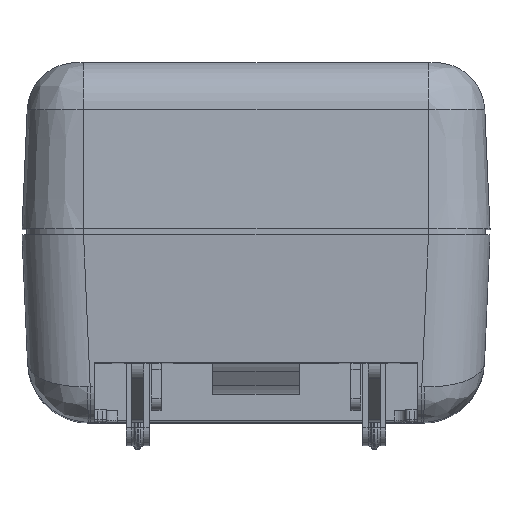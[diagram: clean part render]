
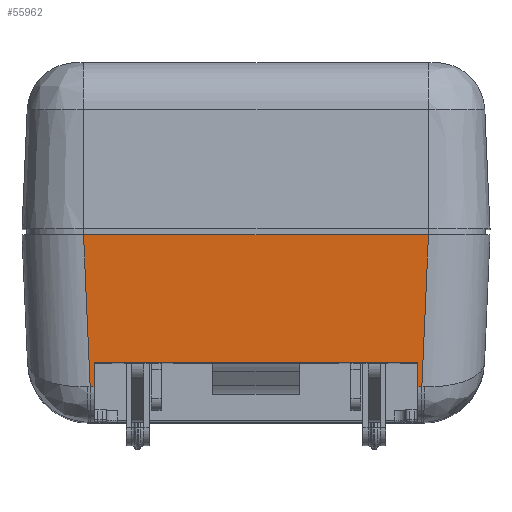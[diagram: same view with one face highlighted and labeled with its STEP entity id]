
A CAD part, top view. The second image highlights one B-rep face of the part: STEP entity #55962.
In plain terms, the highlighted face is planar.
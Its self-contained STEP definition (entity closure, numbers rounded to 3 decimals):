
#39506=DIRECTION('',(1.,0.,0.));
#39507=VECTOR('',#39506,26.3);
#39508=CARTESIAN_POINT('',(-13.15,10.4,-30.046));
#39509=LINE('',#39508,#39507);
#41036=DIRECTION('',(1.,0.,0.));
#41037=VECTOR('',#41036,0.316);
#41038=CARTESIAN_POINT('',(13.15,12.331,-29.962));
#41039=LINE('',#41038,#41037);
#41074=DIRECTION('',(0.,0.999,0.044));
#41075=VECTOR('',#41074,1.933);
#41076=CARTESIAN_POINT('',(13.15,10.4,-30.046));
#41077=LINE('',#41076,#41075);
#41221=DIRECTION('',(0.,-0.999,-0.044));
#41222=VECTOR('',#41221,1.933);
#41223=CARTESIAN_POINT('',(-13.15,12.331,-29.962));
#41224=LINE('',#41223,#41222);
#41246=DIRECTION('',(1.,0.,0.));
#41247=VECTOR('',#41246,0.316);
#41248=CARTESIAN_POINT('',(-13.466,12.331,
-29.962));
#41249=LINE('',#41248,#41247);
#41287=DIRECTION('',(-0.044,0.998,0.044));
#41288=VECTOR('',#41287,12.354);
#41289=CARTESIAN_POINT('',(14.004,0.,
-30.5));
#41290=LINE('',#41289,#41288);
#41291=DIRECTION('',(-0.044,-0.998,-0.044));
#41292=VECTOR('',#41291,12.354);
#41293=CARTESIAN_POINT('',(-13.466,12.331,
-29.962));
#41294=LINE('',#41293,#41292);
#41295=DIRECTION('',(1.,0.,0.));
#41296=VECTOR('',#41295,28.009);
#41297=CARTESIAN_POINT('',(-14.004,0.,
-30.5));
#41298=LINE('',#41297,#41296);
#41318=CARTESIAN_POINT('',(14.004,0.,
-30.5));
#50039=CARTESIAN_POINT('',(-13.15,10.4,-30.046));
#50040=VERTEX_POINT('',#50039);
#50041=CARTESIAN_POINT('',(13.15,10.4,-30.046));
#50042=VERTEX_POINT('',#50041);
#50492=VERTEX_POINT('',#41318);
#50493=CARTESIAN_POINT('',(-14.004,0.,
-30.5));
#50494=VERTEX_POINT('',#50493);
#50595=CARTESIAN_POINT('',(13.466,12.331,
-29.962));
#50596=VERTEX_POINT('',#50595);
#50597=CARTESIAN_POINT('',(13.15,12.331,-29.962));
#50598=VERTEX_POINT('',#50597);
#50621=CARTESIAN_POINT('',(-13.15,12.331,-29.962));
#50622=VERTEX_POINT('',#50621);
#50625=CARTESIAN_POINT('',(-13.466,12.331,
-29.962));
#50626=VERTEX_POINT('',#50625);
#55946=CARTESIAN_POINT('',(20.882,0.,-30.5));
#55947=DIRECTION('',(0.,0.044,-0.999));
#55948=DIRECTION('',(1.,0.,0.));
#55949=AXIS2_PLACEMENT_3D('',#55946,#55947,#55948);
#55950=PLANE('',#55949);
#55952=ORIENTED_EDGE('',*,*,#55951,.T.);
#55953=ORIENTED_EDGE('',*,*,#55557,.F.);
#55954=ORIENTED_EDGE('',*,*,#55582,.F.);
#55955=ORIENTED_EDGE('',*,*,#53736,.F.);
#55956=ORIENTED_EDGE('',*,*,#55819,.F.);
#55957=ORIENTED_EDGE('',*,*,#55844,.F.);
#55958=ORIENTED_EDGE('',*,*,#55936,.T.);
#55959=ORIENTED_EDGE('',*,*,#55088,.T.);
#55960=EDGE_LOOP('',(#55952,#55953,#55954,#55955,#55956,#55957,#55958,#55959));
#55961=FACE_OUTER_BOUND('',#55960,.F.);
#55962=ADVANCED_FACE('',(#55961),#55950,.T.);
#53736=EDGE_CURVE('',#50040,#50042,#39509,.T.);
#55088=EDGE_CURVE('',#50494,#50492,#41298,.T.);
#55557=EDGE_CURVE('',#50598,#50596,#41039,.T.);
#55582=EDGE_CURVE('',#50042,#50598,#41077,.T.);
#55819=EDGE_CURVE('',#50622,#50040,#41224,.T.);
#55844=EDGE_CURVE('',#50626,#50622,#41249,.T.);
#55936=EDGE_CURVE('',#50626,#50494,#41294,.T.);
#55951=EDGE_CURVE('',#50492,#50596,#41290,.T.);
